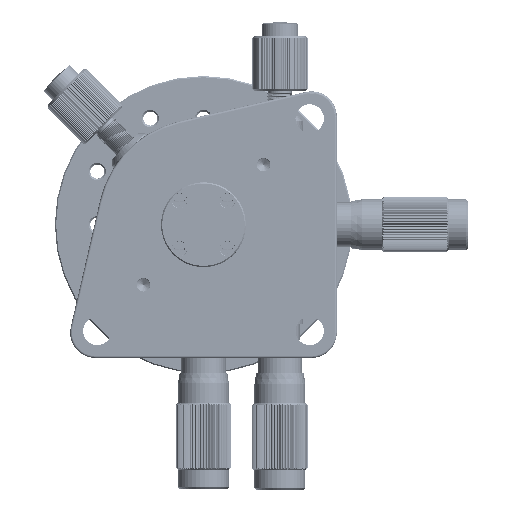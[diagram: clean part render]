
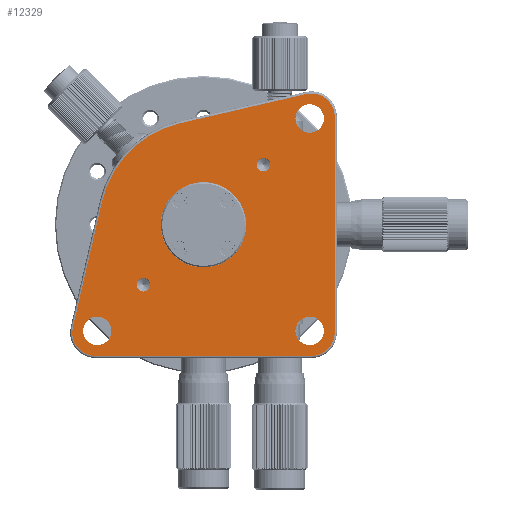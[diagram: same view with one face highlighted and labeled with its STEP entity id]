
A CAD part, front view. The second image highlights one B-rep face of the part: STEP entity #12329.
In plain terms, the highlighted planar face has unit normal (0, -1, 0).
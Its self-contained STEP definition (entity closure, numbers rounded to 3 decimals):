
#1948=CARTESIAN_POINT('',(21.311,-7.504,
-18.144));
#1949=DIRECTION('',(0.,-1.,0.));
#1950=DIRECTION('',(0.,0.,-1.));
#1951=AXIS2_PLACEMENT_3D('',#1948,#1949,#1950);
#1953=CARTESIAN_POINT('',(-29.489,-7.504,
-18.144));
#1954=DIRECTION('',(0.,-1.,0.));
#1955=DIRECTION('',(-0.974,0.,0.226));
#1956=AXIS2_PLACEMENT_3D('',#1953,#1954,#1955);
#1958=DIRECTION('',(-0.226,0.,-0.974));
#1959=VECTOR('',#1958,30.485);
#1960=CARTESIAN_POINT('',(-27.955,-7.504,
12.795));
#1961=LINE('',#1960,#1959);
#1962=CARTESIAN_POINT('',(-4.089,-7.504,
7.256));
#1963=DIRECTION('',(0.,-1.,0.));
#1964=DIRECTION('',(-0.226,0.,0.974));
#1965=AXIS2_PLACEMENT_3D('',#1962,#1963,#1964);
#1967=DIRECTION('',(-0.974,0.,-0.226));
#1968=VECTOR('',#1967,30.485);
#1969=CARTESIAN_POINT('',(20.068,-7.504,38.014));
#1970=LINE('',#1969,#1968);
#1971=CARTESIAN_POINT('',(21.311,-7.504,32.656));
#1972=DIRECTION('',(0.,-1.,0.));
#1973=DIRECTION('',(1.,0.,0.));
#1974=AXIS2_PLACEMENT_3D('',#1971,#1972,#1973);
#1976=CARTESIAN_POINT('',(10.053,-7.504,21.398));
#1977=DIRECTION('',(0.,1.,0.));
#1978=DIRECTION('',(0.,0.,-1.));
#1979=AXIS2_PLACEMENT_3D('',#1976,#1977,#1978);
#1981=CARTESIAN_POINT('',(10.053,-7.504,21.398));
#1982=DIRECTION('',(0.,1.,0.));
#1983=DIRECTION('',(0.,0.,1.));
#1984=AXIS2_PLACEMENT_3D('',#1981,#1982,#1983);
#1986=CARTESIAN_POINT('',(-18.231,-7.504,
-6.886));
#1987=DIRECTION('',(0.,1.,0.));
#1988=DIRECTION('',(0.,0.,-1.));
#1989=AXIS2_PLACEMENT_3D('',#1986,#1987,#1988);
#1991=CARTESIAN_POINT('',(-18.231,-7.504,
-6.886));
#1992=DIRECTION('',(0.,1.,0.));
#1993=DIRECTION('',(0.,0.,1.));
#1994=AXIS2_PLACEMENT_3D('',#1991,#1992,#1993);
#1996=CARTESIAN_POINT('',(-4.089,-7.504,
7.256));
#1997=DIRECTION('',(0.,-1.,0.));
#1998=DIRECTION('',(1.,0.,0.));
#1999=AXIS2_PLACEMENT_3D('',#1996,#1997,#1998);
#2001=CARTESIAN_POINT('',(-4.089,-7.504,
7.256));
#2002=DIRECTION('',(0.,-1.,0.));
#2003=DIRECTION('',(-1.,0.,0.));
#2004=AXIS2_PLACEMENT_3D('',#2001,#2002,#2003);
#2006=CARTESIAN_POINT('',(20.911,-7.504,32.256));
#2007=DIRECTION('',(0.,1.,0.));
#2008=DIRECTION('',(-1.,0.,0.));
#2009=AXIS2_PLACEMENT_3D('',#2006,#2007,#2008);
#2011=CARTESIAN_POINT('',(20.911,-7.504,32.256));
#2012=DIRECTION('',(0.,1.,0.));
#2013=DIRECTION('',(1.,0.,0.));
#2014=AXIS2_PLACEMENT_3D('',#2011,#2012,#2013);
#2016=CARTESIAN_POINT('',(20.911,-7.504,
-17.744));
#2017=DIRECTION('',(0.,1.,0.));
#2018=DIRECTION('',(-1.,0.,0.));
#2019=AXIS2_PLACEMENT_3D('',#2016,#2017,#2018);
#2021=CARTESIAN_POINT('',(20.911,-7.504,
-17.744));
#2022=DIRECTION('',(0.,1.,0.));
#2023=DIRECTION('',(1.,0.,0.));
#2024=AXIS2_PLACEMENT_3D('',#2021,#2022,#2023);
#2026=CARTESIAN_POINT('',(-29.089,-7.504,
-17.744));
#2027=DIRECTION('',(0.,1.,0.));
#2028=DIRECTION('',(-1.,0.,0.));
#2029=AXIS2_PLACEMENT_3D('',#2026,#2027,#2028);
#2031=CARTESIAN_POINT('',(-29.089,-7.504,
-17.744));
#2032=DIRECTION('',(0.,1.,0.));
#2033=DIRECTION('',(1.,0.,0.));
#2034=AXIS2_PLACEMENT_3D('',#2031,#2032,#2033);
#2036=DIRECTION('',(0.,0.,-1.));
#2037=VECTOR('',#2036,50.8);
#2038=CARTESIAN_POINT('',(26.811,-7.504,32.656));
#2039=LINE('',#2038,#2037);
#2059=DIRECTION('',(-1.,0.,0.));
#2060=VECTOR('',#2059,50.8);
#2061=CARTESIAN_POINT('',(21.311,-7.504,
-23.644));
#2062=LINE('',#2061,#2060);
#10620=CARTESIAN_POINT('',(-27.955,-7.504,
12.795));
#10622=VERTEX_POINT('',#10620);
#10627=CARTESIAN_POINT('',(-34.847,-7.504,
-16.9));
#10629=VERTEX_POINT('',#10627);
#10642=CARTESIAN_POINT('',(26.811,-7.504,
-18.144));
#10644=VERTEX_POINT('',#10642);
#10645=CARTESIAN_POINT('',(26.811,-7.504,
32.656));
#10647=VERTEX_POINT('',#10645);
#10650=CARTESIAN_POINT('',(20.068,-7.504,
38.014));
#10652=VERTEX_POINT('',#10650);
#10667=CARTESIAN_POINT('',(-9.628,-7.504,
31.122));
#10668=VERTEX_POINT('',#10667);
#10681=CARTESIAN_POINT('',(-29.489,-7.504,
-23.644));
#10682=VERTEX_POINT('',#10681);
#10685=CARTESIAN_POINT('',(21.311,-7.504,
-23.644));
#10686=VERTEX_POINT('',#10685);
#10755=CARTESIAN_POINT('',(-18.231,-7.504,
-8.486));
#10757=VERTEX_POINT('',#10755);
#10759=CARTESIAN_POINT('',(-18.231,-7.504,
-5.286));
#10761=VERTEX_POINT('',#10759);
#10871=CARTESIAN_POINT('',(10.053,-7.504,
19.798));
#10872=VERTEX_POINT('',#10871);
#10873=CARTESIAN_POINT('',(10.053,-7.504,
22.998));
#10874=VERTEX_POINT('',#10873);
#10887=CARTESIAN_POINT('',(5.961,-7.504,
7.256));
#10888=CARTESIAN_POINT('',(-14.139,-7.504,
7.256));
#10889=VERTEX_POINT('',#10887);
#10890=VERTEX_POINT('',#10888);
#11246=CARTESIAN_POINT('',(17.561,-7.504,
32.256));
#11247=CARTESIAN_POINT('',(24.261,-7.504,
32.256));
#11248=VERTEX_POINT('',#11246);
#11249=VERTEX_POINT('',#11247);
#11250=CARTESIAN_POINT('',(17.561,-7.504,
-17.744));
#11251=CARTESIAN_POINT('',(24.261,-7.504,
-17.744));
#11252=VERTEX_POINT('',#11250);
#11253=VERTEX_POINT('',#11251);
#11254=CARTESIAN_POINT('',(-32.439,-7.504,
-17.744));
#11255=CARTESIAN_POINT('',(-25.739,-7.504,
-17.744));
#11256=VERTEX_POINT('',#11254);
#11257=VERTEX_POINT('',#11255);
#12271=CARTESIAN_POINT('',(-11.089,-7.504,
7.256));
#12272=DIRECTION('',(0.,1.,0.));
#12273=DIRECTION('',(0.,0.,1.));
#12274=AXIS2_PLACEMENT_3D('',#12271,#12272,#12273);
#12275=PLANE('',#12274);
#12277=ORIENTED_EDGE('',*,*,#12276,.T.);
#12279=ORIENTED_EDGE('',*,*,#12278,.F.);
#12281=ORIENTED_EDGE('',*,*,#12280,.T.);
#12283=ORIENTED_EDGE('',*,*,#12282,.F.);
#12285=ORIENTED_EDGE('',*,*,#12284,.F.);
#12287=ORIENTED_EDGE('',*,*,#12286,.F.);
#12289=ORIENTED_EDGE('',*,*,#12288,.F.);
#12291=ORIENTED_EDGE('',*,*,#12290,.F.);
#12292=EDGE_LOOP('',(#12277,#12279,#12281,#12283,#12285,#12287,#12289,#12291));
#12293=FACE_OUTER_BOUND('',#12292,.F.);
#12295=ORIENTED_EDGE('',*,*,#12294,.F.);
#12297=ORIENTED_EDGE('',*,*,#12296,.F.);
#12298=EDGE_LOOP('',(#12295,#12297));
#12299=FACE_BOUND('',#12298,.F.);
#12301=ORIENTED_EDGE('',*,*,#12300,.F.);
#12303=ORIENTED_EDGE('',*,*,#12302,.F.);
#12304=EDGE_LOOP('',(#12301,#12303));
#12305=FACE_BOUND('',#12304,.F.);
#12306=ORIENTED_EDGE('',*,*,#12261,.T.);
#12308=ORIENTED_EDGE('',*,*,#12307,.T.);
#12309=EDGE_LOOP('',(#12306,#12308));
#12310=FACE_BOUND('',#12309,.F.);
#12312=ORIENTED_EDGE('',*,*,#12311,.F.);
#12314=ORIENTED_EDGE('',*,*,#12313,.F.);
#12315=EDGE_LOOP('',(#12312,#12314));
#12316=FACE_BOUND('',#12315,.F.);
#12318=ORIENTED_EDGE('',*,*,#12317,.F.);
#12320=ORIENTED_EDGE('',*,*,#12319,.F.);
#12321=EDGE_LOOP('',(#12318,#12320));
#12322=FACE_BOUND('',#12321,.F.);
#12324=ORIENTED_EDGE('',*,*,#12323,.F.);
#12326=ORIENTED_EDGE('',*,*,#12325,.F.);
#12327=EDGE_LOOP('',(#12324,#12326));
#12328=FACE_BOUND('',#12327,.F.);
#12329=ADVANCED_FACE('',(#12293,#12299,#12305,#12310,#12316,#12322,#12328),
#12275,.F.);
#1952=CIRCLE('',#1951,5.5);
#1957=CIRCLE('',#1956,5.5);
#1966=CIRCLE('',#1965,24.5);
#1975=CIRCLE('',#1974,5.5);
#1980=CIRCLE('',#1979,1.6);
#1985=CIRCLE('',#1984,1.6);
#1990=CIRCLE('',#1989,1.6);
#1995=CIRCLE('',#1994,1.6);
#2000=CIRCLE('',#1999,10.05);
#2005=CIRCLE('',#2004,10.05);
#2010=CIRCLE('',#2009,3.35);
#2015=CIRCLE('',#2014,3.35);
#2020=CIRCLE('',#2019,3.35);
#2025=CIRCLE('',#2024,3.35);
#2030=CIRCLE('',#2029,3.35);
#2035=CIRCLE('',#2034,3.35);
#12261=EDGE_CURVE('',#10889,#10890,#2000,.T.);
#12276=EDGE_CURVE('',#10647,#10644,#2039,.T.);
#12278=EDGE_CURVE('',#10686,#10644,#1952,.T.);
#12280=EDGE_CURVE('',#10686,#10682,#2062,.T.);
#12282=EDGE_CURVE('',#10629,#10682,#1957,.T.);
#12284=EDGE_CURVE('',#10622,#10629,#1961,.T.);
#12286=EDGE_CURVE('',#10668,#10622,#1966,.T.);
#12288=EDGE_CURVE('',#10652,#10668,#1970,.T.);
#12290=EDGE_CURVE('',#10647,#10652,#1975,.T.);
#12294=EDGE_CURVE('',#10872,#10874,#1980,.T.);
#12296=EDGE_CURVE('',#10874,#10872,#1985,.T.);
#12300=EDGE_CURVE('',#10757,#10761,#1990,.T.);
#12302=EDGE_CURVE('',#10761,#10757,#1995,.T.);
#12307=EDGE_CURVE('',#10890,#10889,#2005,.T.);
#12311=EDGE_CURVE('',#11248,#11249,#2010,.T.);
#12313=EDGE_CURVE('',#11249,#11248,#2015,.T.);
#12317=EDGE_CURVE('',#11252,#11253,#2020,.T.);
#12319=EDGE_CURVE('',#11253,#11252,#2025,.T.);
#12323=EDGE_CURVE('',#11256,#11257,#2030,.T.);
#12325=EDGE_CURVE('',#11257,#11256,#2035,.T.);
